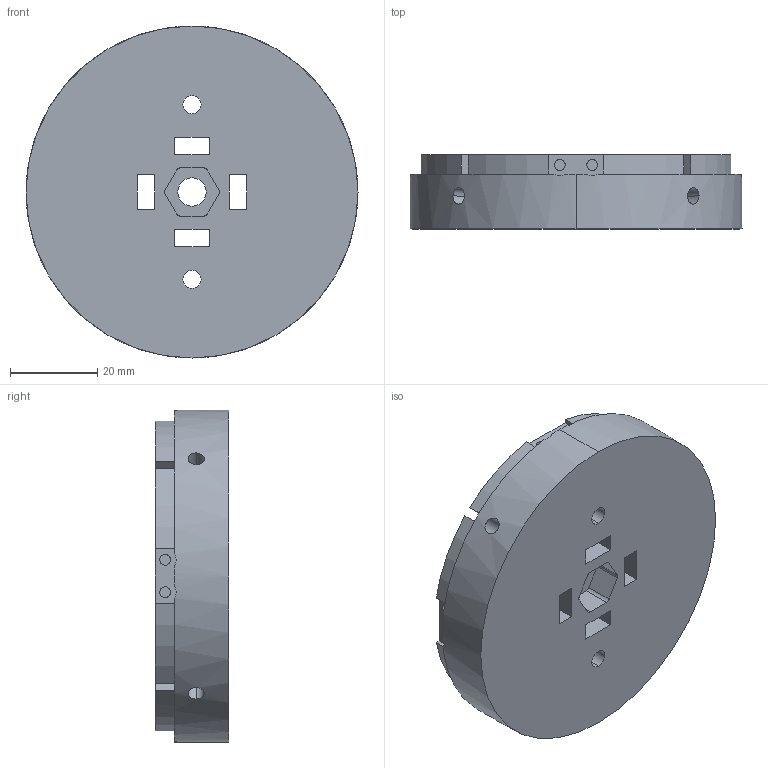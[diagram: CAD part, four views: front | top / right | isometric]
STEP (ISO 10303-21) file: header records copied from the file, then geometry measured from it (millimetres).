
FILE_DESCRIPTION (( 'STEP AP203' ), '1' );
FILE_NAME ('ServoTop_516_Default_sldprt.STEP', '2023-07-18T01:07:18', ( '' ), ( '' ), 'SwSTEP 2.0', 'SolidWorks 2022', '' );
FILE_SCHEMA (( 'CONFIG_CONTROL_DESIGN' ));
Length unit declared in the file: millimetre
Products named in the file (1): ServoTop_516_Default_sldprt
Bounding box: 75.95 x 16.92 x 75.95 mm (x, y, z)
Volume: 61684 mm3; surface area: 17786.3 mm2
Topology: 1 solids, 1 shells, 223 faces, 630 edges, 418 vertices
Faces by surface type: plane 146, cylinder 77
Entity records: 7637 total; most frequent: CARTESIAN_POINT 1606, ORIENTED_EDGE 1260, DIRECTION 1206, EDGE_CURVE 630, VECTOR 466, LINE 466, VERTEX_POINT 418, AXIS2_PLACEMENT_3D 370
